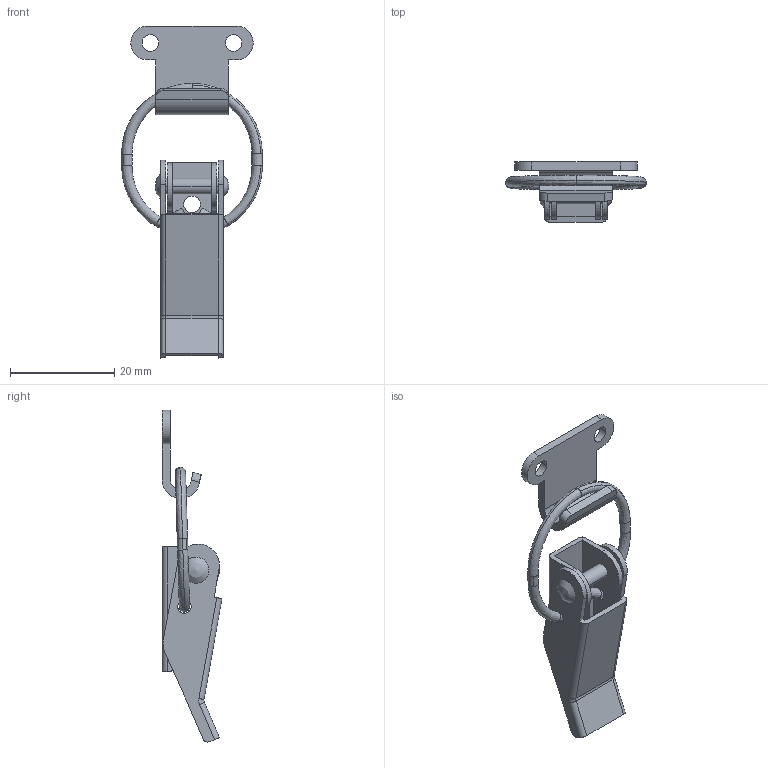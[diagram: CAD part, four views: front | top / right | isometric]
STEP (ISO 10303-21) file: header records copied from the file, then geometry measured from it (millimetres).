
FILE_DESCRIPTION((''),'2;1');
FILE_NAME('','2005-07-15T13:53:32',(''),(''),'','CADfix','');
FILE_SCHEMA(('AUTOMOTIVE_DESIGN'));
Length unit declared in the file: millimetre
Products named in the file (6): shaft; lever; keeper; base; arm; TL_116_2_10405_36
Assembly tree (5 placements, depth 2):
  TL_116_2_10405_36
    shaft
    lever
    keeper
    base
    arm
Bounding box: 27 x 11.5 x 63.75 mm (x, y, z)
Volume: 2115.3 mm3; surface area: 4241.1 mm2
Topology: 5 solids, 5 shells, 116 faces, 354 edges, 250 vertices
Faces by surface type: bspline 116
Entity records: 5447 total; most frequent: CARTESIAN_POINT 3306, ORIENTED_EDGE 708, EDGE_CURVE 354, VERTEX_POINT 250, QUASI_UNIFORM_CURVE 146, EDGE_LOOP 138, FACE_OUTER_BOUND 116, ADVANCED_FACE 116
